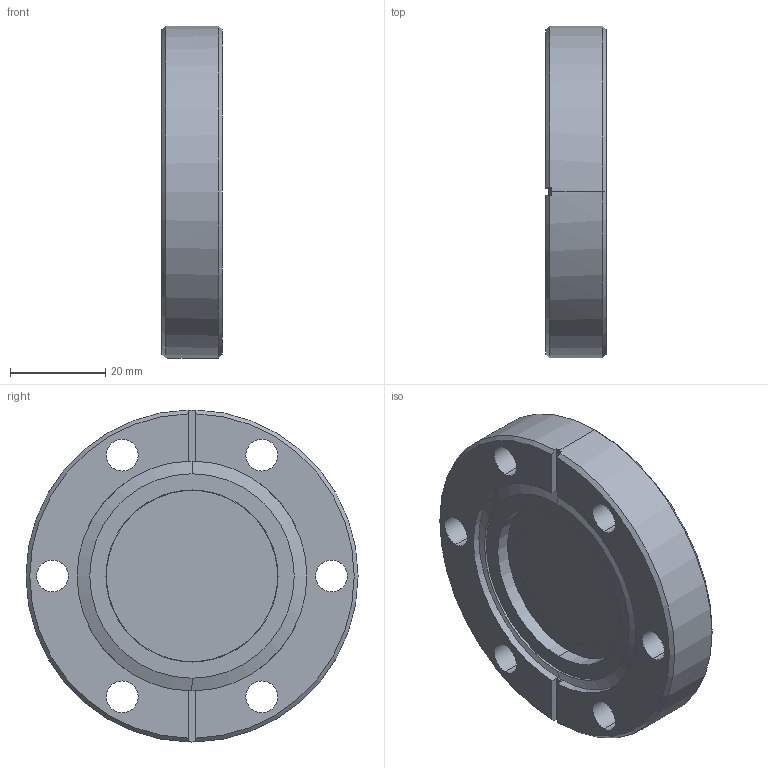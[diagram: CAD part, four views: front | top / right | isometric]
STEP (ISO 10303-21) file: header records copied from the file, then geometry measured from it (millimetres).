
FILE_DESCRIPTION (( 'STEP AP214' ), '1' );
FILE_NAME ('88202460-VWIN30SS50-CF40.STEP', '2018-01-03T22:46:44', ( '' ), ( '' ), 'SwSTEP 2.0', 'SolidWorks 2017', '' );
FILE_SCHEMA (( 'AUTOMOTIVE_DESIGN' ));
Length unit declared in the file: millimetre
Products named in the file (1): 88202460-VWIN30SS50-CF40
Bounding box: 12.7 x 69.85 x 69.85 mm (x, y, z)
Volume: 34591.4 mm3; surface area: 13586.7 mm2
Topology: 2 solids, 2 shells, 43 faces, 108 edges, 70 vertices
Faces by surface type: cylinder 24, plane 13, cone 6
Entity records: 1862 total; most frequent: DIRECTION 252, CARTESIAN_POINT 234, ORIENTED_EDGE 216, EDGE_CURVE 108, AXIS2_PLACEMENT_3D 104, VERTEX_POINT 70, CIRCLE 60, EDGE_LOOP 58
